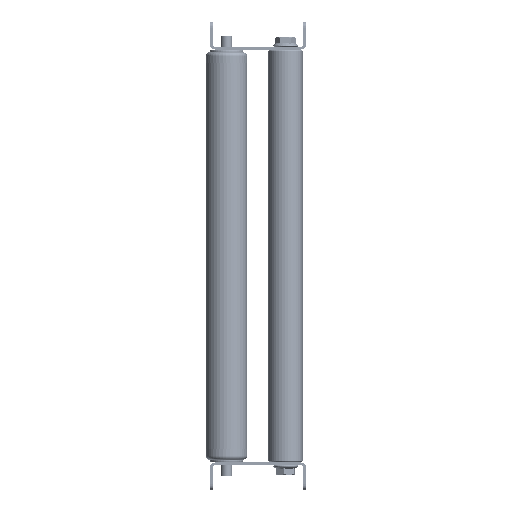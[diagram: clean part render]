
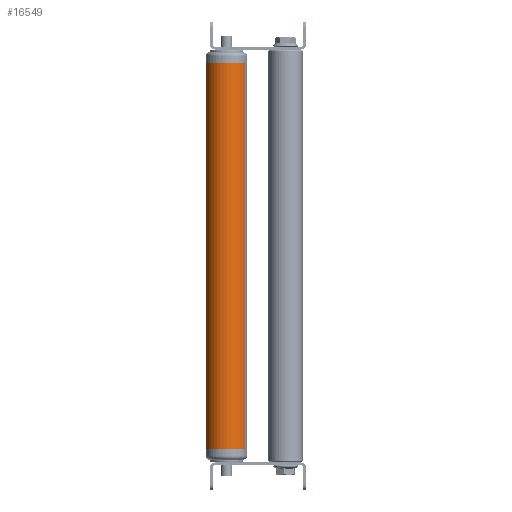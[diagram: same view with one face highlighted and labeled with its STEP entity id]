
A CAD part, left-side view. The second image highlights one B-rep face of the part: STEP entity #16549.
In plain terms, the highlighted cylindrical face has radius 15 mm (diameter 30 mm), a partial arc.
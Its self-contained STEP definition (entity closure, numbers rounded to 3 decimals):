
#944 = CARTESIAN_POINT ( 'NONE',  ( 280., 0., 15. ) ) ;
#2304 = DIRECTION ( 'NONE',  ( 0., 0., 1. ) ) ;
#4864 = VERTEX_POINT ( 'NONE', #9326 ) ;
#6283 = CIRCLE ( 'NONE', #24848, 15. ) ;
#6533 = EDGE_CURVE ( 'NONE', #26459, #11814, #10536, .T. ) ;
#7296 = EDGE_CURVE ( 'NONE', #4864, #11814, #29234, .T. ) ;
#8832 = DIRECTION ( 'NONE',  ( -1., 0., 0. ) ) ;
#9279 = CYLINDRICAL_SURFACE ( 'NONE', #23145, 15. ) ;
#9326 = CARTESIAN_POINT ( 'NONE',  ( 280., 0., -15. ) ) ;
#10536 = CIRCLE ( 'NONE', #29095, 15. ) ;
#11814 = VERTEX_POINT ( 'NONE', #13979 ) ;
#12405 = FACE_OUTER_BOUND ( 'NONE', #12865, .T. ) ;
#12528 = DIRECTION ( 'NONE',  ( 0., 0., -1. ) ) ;
#12865 = EDGE_LOOP ( 'NONE', ( #19254, #31894, #22308, #24992 ) ) ;
#13979 = CARTESIAN_POINT ( 'NONE',  ( 0., 0., -15. ) ) ;
#14718 = DIRECTION ( 'NONE',  ( 1., 0., 0. ) ) ;
#15338 = CARTESIAN_POINT ( 'NONE',  ( 0., 0., 0. ) ) ;
#16549 = ADVANCED_FACE ( 'NONE', ( #12405 ), #9279, .T. ) ;
#17163 = VECTOR ( 'NONE', #19013, 1000. ) ;
#18535 = EDGE_CURVE ( 'NONE', #18669, #4864, #6283, .T. ) ;
#18669 = VERTEX_POINT ( 'NONE', #944 ) ;
#19013 = DIRECTION ( 'NONE',  ( -1., 0., 0. ) ) ;
#19254 = ORIENTED_EDGE ( 'NONE', *, *, #7296, .F. ) ;
#19392 = CARTESIAN_POINT ( 'NONE',  ( 280., 0., 0. ) ) ;
#19986 = DIRECTION ( 'NONE',  ( 0., 0., -1. ) ) ;
#20850 = CARTESIAN_POINT ( 'NONE',  ( 0., 0., 15. ) ) ;
#22308 = ORIENTED_EDGE ( 'NONE', *, *, #31750, .T. ) ;
#23145 = AXIS2_PLACEMENT_3D ( 'NONE', #19392, #29522, #2304 ) ;
#24848 = AXIS2_PLACEMENT_3D ( 'NONE', #27180, #14718, #19986 ) ;
#24992 = ORIENTED_EDGE ( 'NONE', *, *, #6533, .T. ) ;
#26157 = LINE ( 'NONE', #31470, #17163 ) ;
#26459 = VERTEX_POINT ( 'NONE', #20850 ) ;
#26738 = CARTESIAN_POINT ( 'NONE',  ( 280., 0., -15. ) ) ;
#27180 = CARTESIAN_POINT ( 'NONE',  ( 280., 0., 0. ) ) ;
#28613 = VECTOR ( 'NONE', #8832, 1000. ) ;
#29095 = AXIS2_PLACEMENT_3D ( 'NONE', #15338, #32633, #12528 ) ;
#29234 = LINE ( 'NONE', #26738, #28613 ) ;
#29522 = DIRECTION ( 'NONE',  ( -1., 0., 0. ) ) ;
#31470 = CARTESIAN_POINT ( 'NONE',  ( 280., 0., 15. ) ) ;
#31750 = EDGE_CURVE ( 'NONE', #18669, #26459, #26157, .T. ) ;
#31894 = ORIENTED_EDGE ( 'NONE', *, *, #18535, .F. ) ;
#32633 = DIRECTION ( 'NONE',  ( 1., 0., 0. ) ) ;
